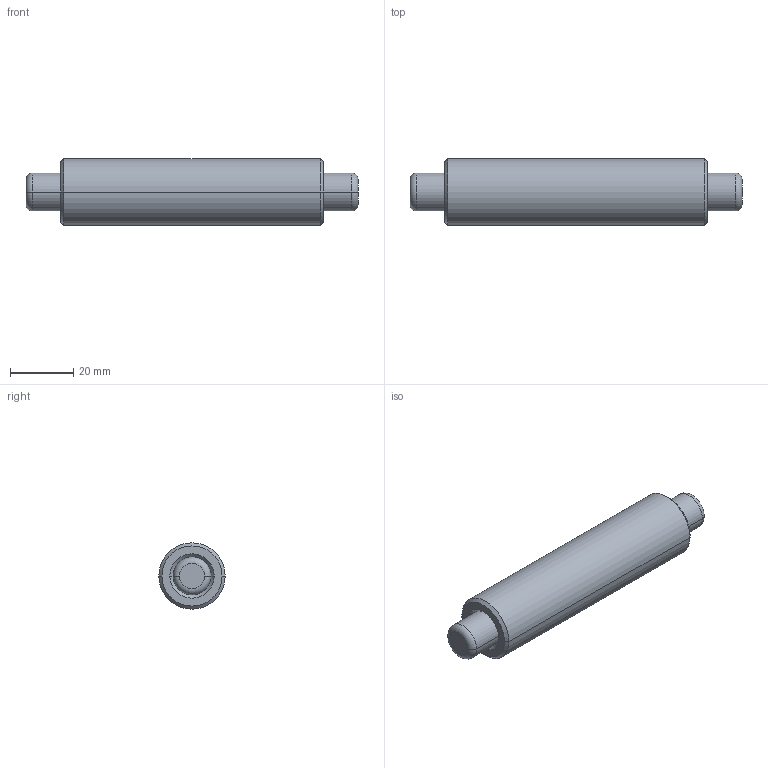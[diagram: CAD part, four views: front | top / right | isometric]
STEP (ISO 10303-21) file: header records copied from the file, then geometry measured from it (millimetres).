
FILE_DESCRIPTION(('CATIA V5 STEP Exchange','CAx-IF Rec.Pracs.--- Model Styling and Organization---1.4--- 2014-01-23','CAx-IF Rec.Pracs.---Representation and Presentation of Product Manufacturing Information (PMI)---4.0---2014-10-13','CAx-IF Rec.Pracs.--- Geometric and Assembly Validation Properties ---4.2---2014-10-09','CAx-IF Rec.Pracs.---3D Tessellated Data Validation Properties---0.5---2014-09-14'),'2;1');
FILE_NAME('Rolete_Completo.stp','2020-04-15T18:14:40+00:00',('none'),('none'),'CATIA Version 5-6 Release 2018 SP3','CATIA V5 STEP AP242','none');
FILE_SCHEMA(('AP242_MANAGED_MODEL_BASED_3D_ENGINEERING_MIM_LF {1 0 10303 442 1 1 4}'));
Length unit declared in the file: millimetre
Products named in the file (1): 53952109_AllCATPart
Bounding box: 105 x 21 x 21 mm (x, y, z)
Volume: 31072.5 mm3; surface area: 13066.2 mm2
Topology: 2 solids, 2 shells, 22 faces, 42 edges, 24 vertices
Faces by surface type: cone 8, cylinder 6, plane 4, torus 4
Entity records: 567 total; most frequent: CARTESIAN_POINT 91, ORIENTED_EDGE 84, DIRECTION 80, AXIS2_PLACEMENT_3D 48, EDGE_CURVE 42, CIRCLE 28, EDGE_LOOP 24, VERTEX_POINT 24
